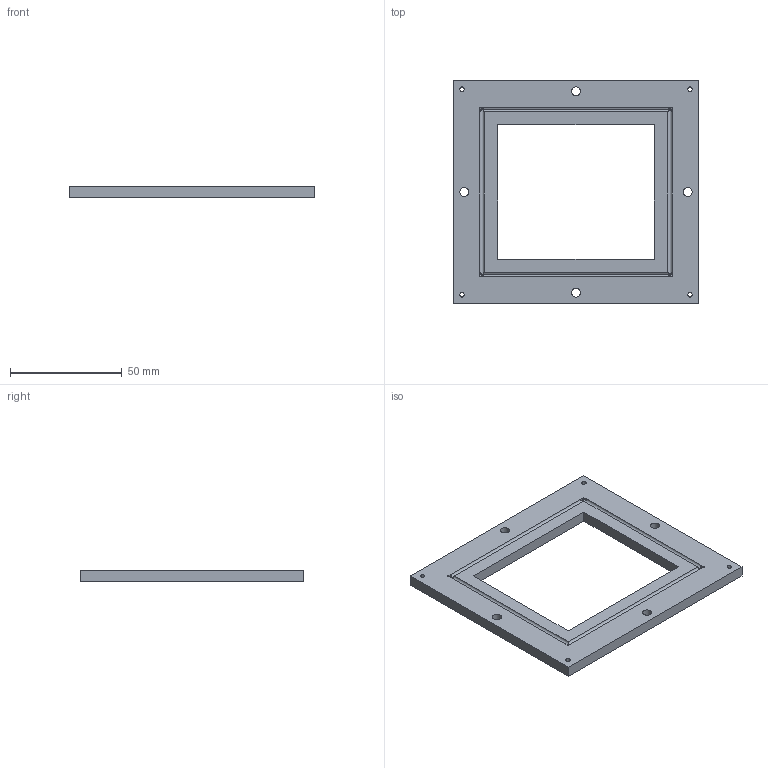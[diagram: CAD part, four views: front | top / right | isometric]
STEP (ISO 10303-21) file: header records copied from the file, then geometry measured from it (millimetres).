
FILE_DESCRIPTION(('FreeCAD Model'),'2;1');
FILE_NAME('metal_lid.step','2020-11-19T16:46:46',('Author'),(''), 'Open CASCADE STEP processor 7.3','FreeCAD','Unknown');
FILE_SCHEMA(('AUTOMOTIVE_DESIGN { 1 0 10303 214 1 1 1 1 }'));
Length unit declared in the file: millimetre
Products named in the file (1): difference012
Bounding box: 110 x 100 x 5 mm (x, y, z)
Volume: 33187.6 mm3; surface area: 17617.8 mm2
Topology: 1 solids, 1 shells, 45 faces, 98 edges, 56 vertices
Faces by surface type: cylinder 26, plane 19
Full cylindrical faces by diameter (mm): 2 x4, 4 x4
Entity records: 3003 total; most frequent: CARTESIAN_POINT 690, DIRECTION 360, ORIENTED_EDGE 196, PCURVE 196, DEFINITIONAL_REPRESENTATION 196, LINE 152, VECTOR 152, EDGE_CURVE 98
